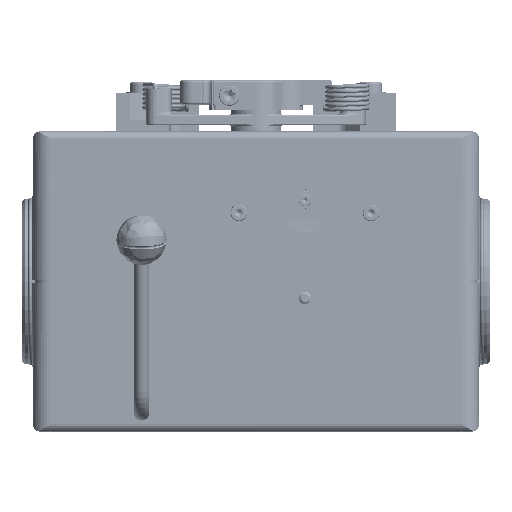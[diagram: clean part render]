
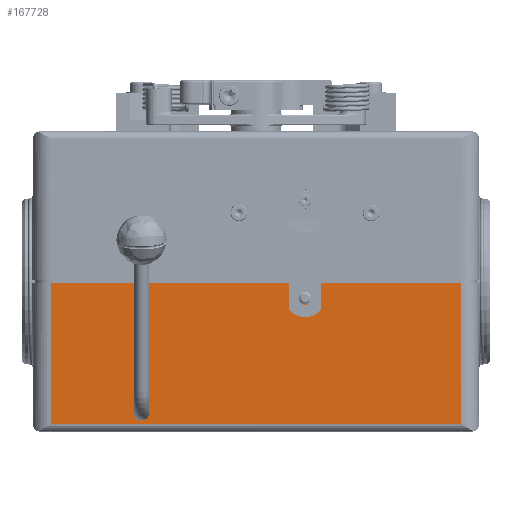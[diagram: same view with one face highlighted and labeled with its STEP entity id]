
A CAD part, front view. The second image highlights one B-rep face of the part: STEP entity #167728.
In plain terms, the highlighted planar face has unit normal (0, -1, 0).
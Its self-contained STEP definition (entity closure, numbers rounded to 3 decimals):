
#2593 = DIRECTION ( 'NONE',  ( 0., -1., 0. ) ) ;
#6003 = DIRECTION ( 'NONE',  ( 1., 0., 0. ) ) ;
#6125 = VERTEX_POINT ( 'NONE', #160406 ) ;
#6223 = CIRCLE ( 'NONE', #49725, 6.05 ) ;
#7582 = LINE ( 'NONE', #64492, #105705 ) ;
#9699 = DIRECTION ( 'NONE',  ( 0., 0., -1. ) ) ;
#16154 = EDGE_CURVE ( 'NONE', #23517, #46815, #62904, .T. ) ;
#17718 = VECTOR ( 'NONE', #6003, 1000. ) ;
#21643 = EDGE_LOOP ( 'NONE', ( #235219, #26226 ) ) ;
#23517 = VERTEX_POINT ( 'NONE', #118747 ) ;
#26226 = ORIENTED_EDGE ( 'NONE', *, *, #140155, .F. ) ;
#27345 = ORIENTED_EDGE ( 'NONE', *, *, #202914, .T. ) ;
#33761 = EDGE_LOOP ( 'NONE', ( #230224, #27345, #131991, #180331 ) ) ;
#41918 = CARTESIAN_POINT ( 'NONE',  ( -224.5, -94., -110.5 ) ) ;
#46815 = VERTEX_POINT ( 'NONE', #65794 ) ;
#49725 = AXIS2_PLACEMENT_3D ( 'NONE', #226480, #2593, #77998 ) ;
#55031 = AXIS2_PLACEMENT_3D ( 'NONE', #104871, #66549, #198900 ) ;
#58039 = VERTEX_POINT ( 'NONE', #132926 ) ;
#61724 = FACE_BOUND ( 'NONE', #21643, .T. ) ;
#62341 = VERTEX_POINT ( 'NONE', #194951 ) ;
#62904 = LINE ( 'NONE', #41918, #17718 ) ;
#64492 = CARTESIAN_POINT ( 'NONE',  ( -161.5, -94., -104.5 ) ) ;
#65794 = CARTESIAN_POINT ( 'NONE',  ( 161.5, -94., -110.5 ) ) ;
#66549 = DIRECTION ( 'NONE',  ( 0., -1., 0. ) ) ;
#75825 = LINE ( 'NONE', #132652, #132806 ) ;
#77998 = DIRECTION ( 'NONE',  ( 0., 0., -1. ) ) ;
#82609 = PLANE ( 'NONE',  #55031 ) ;
#83752 = AXIS2_PLACEMENT_3D ( 'NONE', #182680, #178977, #9699 ) ;
#93585 = VERTEX_POINT ( 'NONE', #173611 ) ;
#97457 = VECTOR ( 'NONE', #207142, 1000. ) ;
#104871 = CARTESIAN_POINT ( 'NONE',  ( 0., -94., -104.5 ) ) ;
#105705 = VECTOR ( 'NONE', #139852, 1000. ) ;
#118747 = CARTESIAN_POINT ( 'NONE',  ( -161.5, -94., -110.5 ) ) ;
#131991 = ORIENTED_EDGE ( 'NONE', *, *, #223436, .F. ) ;
#132652 = CARTESIAN_POINT ( 'NONE',  ( 0., -94., 0. ) ) ;
#132806 = VECTOR ( 'NONE', #153720, 1000. ) ;
#132926 = CARTESIAN_POINT ( 'NONE',  ( 161.5, -94., 0. ) ) ;
#139852 = DIRECTION ( 'NONE',  ( 0., 0., 1. ) ) ;
#140155 = EDGE_CURVE ( 'NONE', #93585, #62341, #174573, .T. ) ;
#146949 = EDGE_CURVE ( 'NONE', #46815, #58039, #187331, .T. ) ;
#153720 = DIRECTION ( 'NONE',  ( -1., 0., 0. ) ) ;
#160406 = CARTESIAN_POINT ( 'NONE',  ( -161.5, -94., 0. ) ) ;
#166356 = EDGE_CURVE ( 'NONE', #62341, #93585, #6223, .T. ) ;
#167728 = ADVANCED_FACE ( 'NONE', ( #61724, #193968 ), #82609, .T. ) ;
#173611 = CARTESIAN_POINT ( 'NONE',  ( -90., -94., -95.65 ) ) ;
#174573 = CIRCLE ( 'NONE', #83752, 6.05 ) ;
#178977 = DIRECTION ( 'NONE',  ( 0., -1., 0. ) ) ;
#180331 = ORIENTED_EDGE ( 'NONE', *, *, #16154, .T. ) ;
#182680 = CARTESIAN_POINT ( 'NONE',  ( -90., -94., -101.7 ) ) ;
#187331 = LINE ( 'NONE', #228158, #97457 ) ;
#193968 = FACE_OUTER_BOUND ( 'NONE', #33761, .T. ) ;
#194951 = CARTESIAN_POINT ( 'NONE',  ( -90., -94., -107.75 ) ) ;
#198900 = DIRECTION ( 'NONE',  ( 0., 0., -1. ) ) ;
#202914 = EDGE_CURVE ( 'NONE', #58039, #6125, #75825, .T. ) ;
#207142 = DIRECTION ( 'NONE',  ( 0., 0., 1. ) ) ;
#223436 = EDGE_CURVE ( 'NONE', #23517, #6125, #7582, .T. ) ;
#226480 = CARTESIAN_POINT ( 'NONE',  ( -90., -94., -101.7 ) ) ;
#228158 = CARTESIAN_POINT ( 'NONE',  ( 161.5, -94., -104.5 ) ) ;
#230224 = ORIENTED_EDGE ( 'NONE', *, *, #146949, .T. ) ;
#235219 = ORIENTED_EDGE ( 'NONE', *, *, #166356, .F. ) ;
